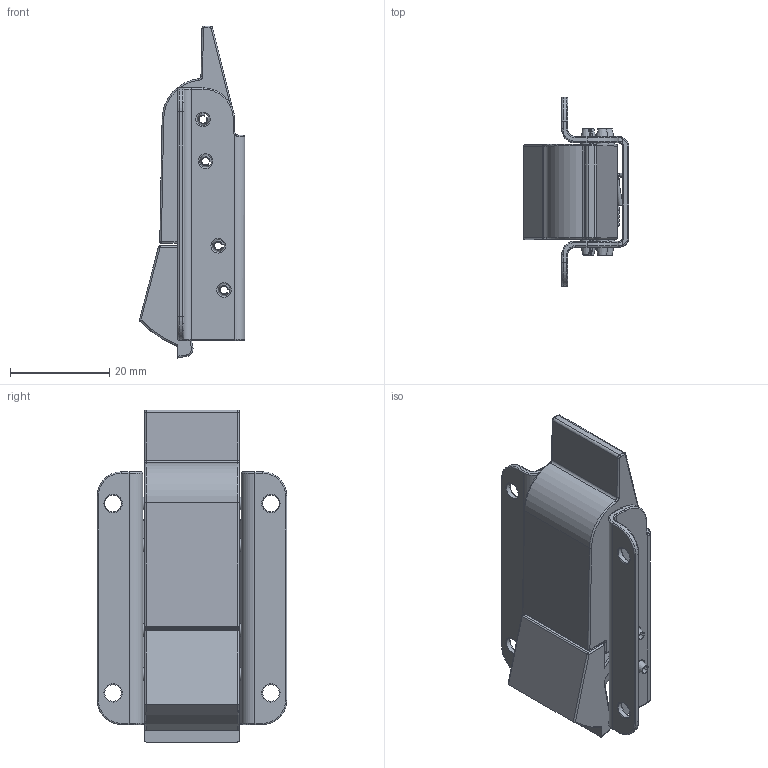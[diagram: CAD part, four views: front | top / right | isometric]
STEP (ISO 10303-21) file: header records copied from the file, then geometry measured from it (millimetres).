
FILE_DESCRIPTION(/* description */ (''),/* implementation_level */ '2;1');
FILE_NAME(/* name */ '2-433.stp',/* time_stamp */ '2020-12-01T17:27:09-05:00',/* author */ ('jenniferk'),/* organization */ (''),/* preprocessor_version */ 'ST-DEVELOPER v18.1',/* originating_system */ 'Autodesk Inventor 2020',/* authorisation */ '');
FILE_SCHEMA (('AUTOMOTIVE_DESIGN { 1 0 10303 214 3 1 1 }'));
Length unit declared in the file: inch
Products named in the file (1): 2-433_Shrinkwrap_1
Bounding box: 21.2 x 38.1 x 66.75 mm (x, y, z)
Volume: 13698.4 mm3; surface area: 13253.5 mm2
Topology: 9 solids, 9 shells, 560 faces, 1454 edges, 930 vertices
Faces by surface type: plane 235, cylinder 122, bspline 110, torus 85, cone 8
Full cylindrical faces by diameter (mm): 0.813 x1, 0.914 x2, 2.426 x8, 2.921 x2, 3.365 x4
Entity records: 22759 total; most frequent: CARTESIAN_POINT 8728, ORIENTED_EDGE 2904, DIRECTION 2602, EDGE_CURVE 1452, VERTEX_POINT 930, AXIS2_PLACEMENT_3D 901, LINE 800, VECTOR 800
